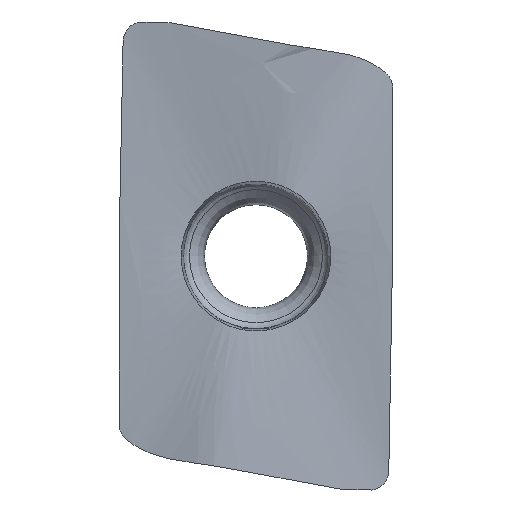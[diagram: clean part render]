
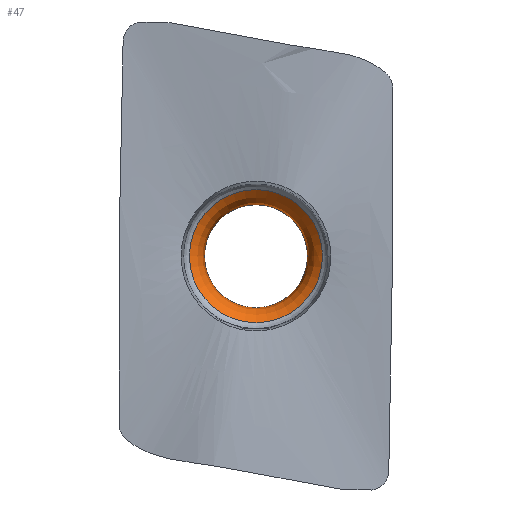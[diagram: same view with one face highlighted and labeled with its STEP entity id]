
A CAD part, top view. The second image highlights one B-rep face of the part: STEP entity #47.
In plain terms, the highlighted toroidal (fillet/blend) face has major radius 3.325 mm and minor radius 1.25 mm.
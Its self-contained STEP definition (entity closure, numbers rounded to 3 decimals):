
#36=TOROIDAL_SURFACE('',#155,3.325,1.25);
#47=ADVANCED_FACE('',(#65,#66),#36,.T.);
#50=CIRCLE('',#149,2.075);
#52=CIRCLE('',#153,2.68);
#65=FACE_BOUND('',#79,.T.);
#66=FACE_BOUND('',#80,.T.);
#79=EDGE_LOOP('',(#93));
#80=EDGE_LOOP('',(#94));
#93=ORIENTED_EDGE('',*,*,#106,.T.);
#94=ORIENTED_EDGE('',*,*,#108,.F.);
#99=VERTEX_POINT('',#2512);
#101=VERTEX_POINT('',#2518);
#106=EDGE_CURVE('',#99,#99,#50,.T.);
#108=EDGE_CURVE('',#101,#101,#52,.T.);
#149=AXIS2_PLACEMENT_3D('',#2511,#168,#169);
#153=AXIS2_PLACEMENT_3D('',#2517,#176,#177);
#155=AXIS2_PLACEMENT_3D('',#2520,#180,#181);
#168=DIRECTION('',(0.,0.,-1.));
#169=DIRECTION('',(1.,0.,0.));
#176=DIRECTION('',(0.,0.,-1.));
#177=DIRECTION('',(1.,0.,0.));
#180=DIRECTION('',(0.,0.,1.));
#181=DIRECTION('',(1.,0.,0.));
#2511=CARTESIAN_POINT('',(0.,0.,-4.145));
#2512=CARTESIAN_POINT('',(2.075,0.,-4.145));
#2517=CARTESIAN_POINT('',(0.,0.,-3.075));
#2518=CARTESIAN_POINT('',(2.68,0.,-3.075));
#2520=CARTESIAN_POINT('',(0.,0.,-4.145));
